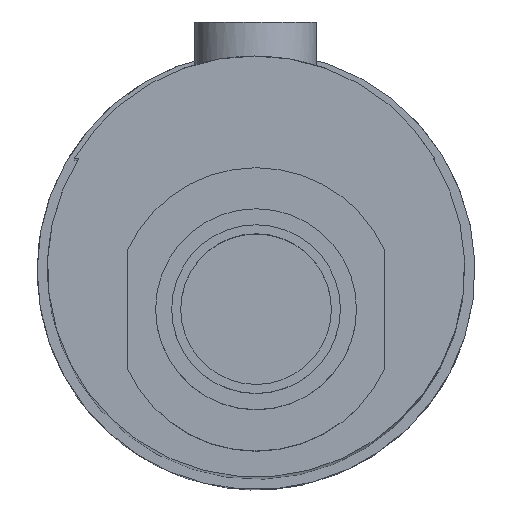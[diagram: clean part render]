
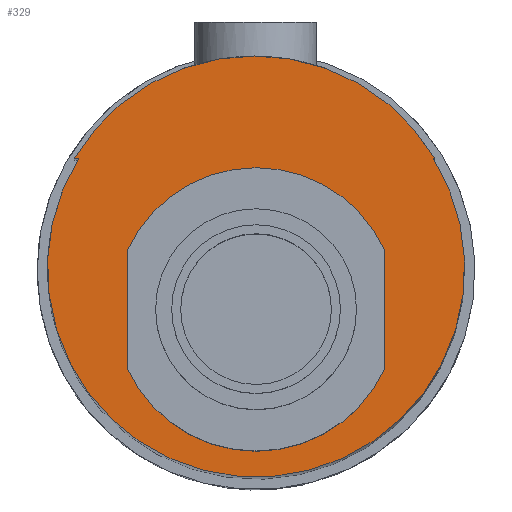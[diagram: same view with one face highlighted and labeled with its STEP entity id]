
A CAD part, top view. The second image highlights one B-rep face of the part: STEP entity #329.
In plain terms, the highlighted planar face has unit normal (0, 0, 1).
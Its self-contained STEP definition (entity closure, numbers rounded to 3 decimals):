
#84=CARTESIAN_POINT('',(-5.,-3.891,49.0));
#85=VERTEX_POINT('',#84);
#92=CARTESIAN_POINT('',(5.,-3.891,49.0));
#93=VERTEX_POINT('',#92);
#94=CARTESIAN_POINT('',(0.0,-1.6,49.0));
#95=DIRECTION('',(0.0,0.0,-1.0));
#96=DIRECTION('',(0.909,0.417,0.0));
#97=AXIS2_PLACEMENT_3D('',#94,#95,#96);
#98=CIRCLE('',#97,5.5);
#99=EDGE_CURVE('',#93,#85,#98,.T.);
#262=CARTESIAN_POINT('',(0.0,0.0,49.0));
#263=DIRECTION('',(0.0,0.0,-1.0));
#264=DIRECTION('',(-1.0,0.0,0.0));
#265=AXIS2_PLACEMENT_3D('',#262,#263,#264);
#266=PLANE('',#265);
#267=CARTESIAN_POINT('',(6.882,4.272,49.0));
#268=VERTEX_POINT('',#267);
#269=CARTESIAN_POINT('',(-6.882,4.272,49.0));
#270=VERTEX_POINT('',#269);
#271=CARTESIAN_POINT('',(0.0,0.0,49.0));
#272=DIRECTION('',(0.0,0.0,-1.0));
#273=DIRECTION('',(-1.0,0.0,0.0));
#274=AXIS2_PLACEMENT_3D('',#271,#272,#273);
#275=CIRCLE('',#274,8.1);
#276=EDGE_CURVE('',#268,#270,#275,.T.);
#277=ORIENTED_EDGE('',*,*,#276,.F.);
#278=CARTESIAN_POINT('',(6.941,4.272,49.0));
#279=VERTEX_POINT('',#278);
#280=CARTESIAN_POINT('',(6.941,4.272,49.0));
#281=DIRECTION('',(-1.0,0.0,0.0));
#282=VECTOR('',#281,0.059);
#283=LINE('',#280,#282);
#284=EDGE_CURVE('',#279,#268,#283,.T.);
#285=ORIENTED_EDGE('',*,*,#284,.F.);
#286=CARTESIAN_POINT('',(-7.059,4.272,49.0));
#287=VERTEX_POINT('',#286);
#288=CARTESIAN_POINT('',(-0.059,0.098,49.0));
#289=DIRECTION('',(0.0,0.0,-1.0));
#290=DIRECTION('',(0.859,0.512,0.0));
#291=AXIS2_PLACEMENT_3D('',#288,#289,#290);
#292=CIRCLE('',#291,8.15);
#293=EDGE_CURVE('',#287,#279,#292,.T.);
#294=ORIENTED_EDGE('',*,*,#293,.F.);
#295=CARTESIAN_POINT('',(-6.882,4.272,49.0));
#296=DIRECTION('',(-1.0,0.0,0.0));
#297=VECTOR('',#296,0.177);
#298=LINE('',#295,#297);
#299=EDGE_CURVE('',#270,#287,#298,.T.);
#300=ORIENTED_EDGE('',*,*,#299,.F.);
#301=EDGE_LOOP('',(#277,#285,#294,#300));
#302=FACE_OUTER_BOUND('',#301,.T.);
#303=ORIENTED_EDGE('',*,*,#99,.T.);
#304=CARTESIAN_POINT('',(-5.0,0.691,49.0));
#305=VERTEX_POINT('',#304);
#306=CARTESIAN_POINT('',(-5.,-3.891,49.0));
#307=DIRECTION('',(0.0,1.0,0.0));
#308=VECTOR('',#307,4.583);
#309=LINE('',#306,#308);
#310=EDGE_CURVE('',#85,#305,#309,.T.);
#311=ORIENTED_EDGE('',*,*,#310,.T.);
#312=CARTESIAN_POINT('',(5.,0.691,49.0));
#313=VERTEX_POINT('',#312);
#314=CARTESIAN_POINT('',(0.0,-1.6,49.0));
#315=DIRECTION('',(0.0,0.0,-1.0));
#316=DIRECTION('',(-0.909,-0.417,0.0));
#317=AXIS2_PLACEMENT_3D('',#314,#315,#316);
#318=CIRCLE('',#317,5.5);
#319=EDGE_CURVE('',#305,#313,#318,.T.);
#320=ORIENTED_EDGE('',*,*,#319,.T.);
#321=CARTESIAN_POINT('',(5.,0.691,49.0));
#322=DIRECTION('',(0.0,-1.0,0.0));
#323=VECTOR('',#322,4.583);
#324=LINE('',#321,#323);
#325=EDGE_CURVE('',#313,#93,#324,.T.);
#326=ORIENTED_EDGE('',*,*,#325,.T.);
#327=EDGE_LOOP('',(#303,#311,#320,#326));
#328=FACE_BOUND('',#327,.T.);
#329=ADVANCED_FACE('',(#302,#328),#266,.F.);
